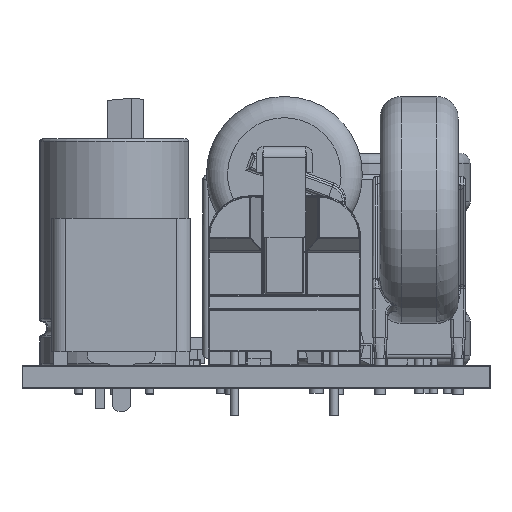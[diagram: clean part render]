
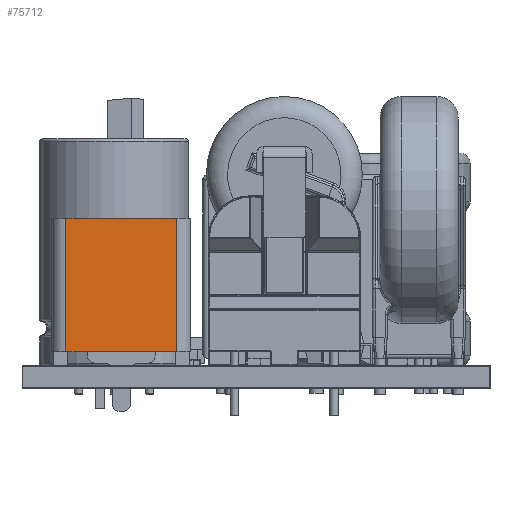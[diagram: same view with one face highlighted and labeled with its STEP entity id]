
A CAD part, left-side view. The second image highlights one B-rep face of the part: STEP entity #75712.
In plain terms, the highlighted planar face has unit normal (-1, 0, 0).
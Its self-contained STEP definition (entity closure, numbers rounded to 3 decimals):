
#5025=PLANE('',#82470);
#8671=FACE_OUTER_BOUND('',#13779,.T.);
#13779=EDGE_LOOP('',(#65020,#65021,#65022,#65023));
#20591=LINE('',#127223,#27865);
#20621=LINE('',#127294,#27895);
#20622=LINE('',#127295,#27896);
#20623=LINE('',#127296,#27897);
#27865=VECTOR('',#99920,1.);
#27895=VECTOR('',#99968,1.);
#27896=VECTOR('',#99969,1.);
#27897=VECTOR('',#99970,1.);
#37474=VERTEX_POINT('',#127220);
#37475=VERTEX_POINT('',#127222);
#37506=VERTEX_POINT('',#127292);
#37507=VERTEX_POINT('',#127293);
#46884=EDGE_CURVE('',#37475,#37474,#20591,.T.);
#46920=EDGE_CURVE('',#37506,#37507,#20621,.T.);
#46921=EDGE_CURVE('',#37506,#37475,#20622,.T.);
#46922=EDGE_CURVE('',#37474,#37507,#20623,.T.);
#65020=ORIENTED_EDGE('',*,*,#46920,.F.);
#65021=ORIENTED_EDGE('',*,*,#46921,.T.);
#65022=ORIENTED_EDGE('',*,*,#46884,.T.);
#65023=ORIENTED_EDGE('',*,*,#46922,.T.);
#75712=ADVANCED_FACE('',(#8671),#5025,.F.);
#82470=AXIS2_PLACEMENT_3D('',#127291,#99966,#99967);
#99920=DIRECTION('',(0.,-1.,0.));
#99966=DIRECTION('center_axis',(1.,0.,0.));
#99967=DIRECTION('ref_axis',(0.,0.,-1.));
#99968=DIRECTION('',(0.,-1.,0.));
#99969=DIRECTION('',(0.,0.,-1.));
#99970=DIRECTION('',(0.,0.,1.));
#127220=CARTESIAN_POINT('',(-12.605,-3.9,1.));
#127222=CARTESIAN_POINT('',(-12.605,3.9,1.));
#127223=CARTESIAN_POINT('',(-12.605,-4.9,1.));
#127291=CARTESIAN_POINT('Origin',(-12.605,-4.9,10.411));
#127292=CARTESIAN_POINT('',(-12.605,3.9,10.411));
#127293=CARTESIAN_POINT('',(-12.605,-3.9,10.411));
#127294=CARTESIAN_POINT('',(-12.605,-4.9,10.411));
#127295=CARTESIAN_POINT('',(-12.605,3.9,10.411));
#127296=CARTESIAN_POINT('',(-12.605,-3.9,10.411));
